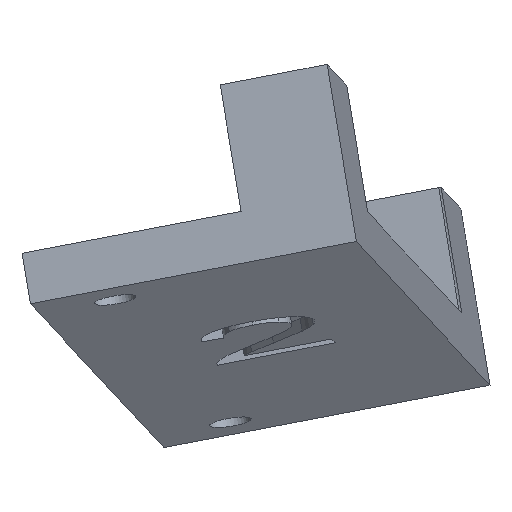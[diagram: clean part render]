
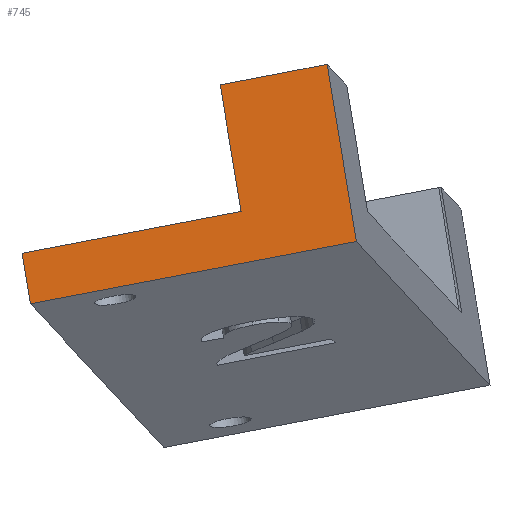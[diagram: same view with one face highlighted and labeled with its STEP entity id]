
A CAD part, top view. The second image highlights one B-rep face of the part: STEP entity #745.
In plain terms, the highlighted planar face has unit normal (-0.159, 0.17, 0.973).
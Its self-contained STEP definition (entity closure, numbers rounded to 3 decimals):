
#43=PLANE('',#785);
#82=FACE_OUTER_BOUND('',#123,.T.);
#123=EDGE_LOOP('',(#648,#649,#650,#651,#652,#653));
#161=LINE('',#1401,#224);
#166=LINE('',#1410,#229);
#173=LINE('',#1425,#236);
#188=LINE('',#1465,#251);
#189=LINE('',#1468,#252);
#190=LINE('',#1469,#253);
#224=VECTOR('',#834,10.);
#229=VECTOR('',#843,10.);
#236=VECTOR('',#854,10.);
#251=VECTOR('',#895,10.);
#252=VECTOR('',#898,10.);
#253=VECTOR('',#899,10.);
#342=VERTEX_POINT('',#1397);
#344=VERTEX_POINT('',#1400);
#346=VERTEX_POINT('',#1409);
#352=VERTEX_POINT('',#1423);
#364=VERTEX_POINT('',#1463);
#365=VERTEX_POINT('',#1467);
#437=EDGE_CURVE('',#342,#344,#161,.T.);
#442=EDGE_CURVE('',#344,#346,#166,.T.);
#450=EDGE_CURVE('',#352,#342,#173,.T.);
#470=EDGE_CURVE('',#352,#364,#188,.T.);
#471=EDGE_CURVE('',#365,#364,#189,.T.);
#472=EDGE_CURVE('',#346,#365,#190,.T.);
#648=ORIENTED_EDGE('',*,*,#450,.F.);
#649=ORIENTED_EDGE('',*,*,#470,.T.);
#650=ORIENTED_EDGE('',*,*,#471,.F.);
#651=ORIENTED_EDGE('',*,*,#472,.F.);
#652=ORIENTED_EDGE('',*,*,#442,.F.);
#653=ORIENTED_EDGE('',*,*,#437,.F.);
#745=ADVANCED_FACE('',(#82),#43,.T.);
#785=AXIS2_PLACEMENT_3D('',#1466,#896,#897);
#834=DIRECTION('',(-0.159,0.968,-0.195));
#843=DIRECTION('',(0.974,0.186,0.127));
#854=DIRECTION('',(0.974,0.186,0.127));
#895=DIRECTION('',(0.159,-0.968,0.195));
#896=DIRECTION('center_axis',(-0.159,0.17,0.973));
#897=DIRECTION('ref_axis',(-0.974,-0.186,-0.127));
#898=DIRECTION('',(-0.974,-0.186,-0.127));
#899=DIRECTION('',(0.159,-0.968,0.195));
#1397=CARTESIAN_POINT('',(27.99,3.181,137.366));
#1400=CARTESIAN_POINT('',(27.192,8.019,136.392));
#1401=CARTESIAN_POINT('',(27.99,3.181,137.366));
#1409=CARTESIAN_POINT('',(31.284,8.801,136.925));
#1410=CARTESIAN_POINT('',(18.814,6.419,135.299));
#1423=CARTESIAN_POINT('',(19.611,1.58,136.274));
#1425=CARTESIAN_POINT('',(19.611,1.58,136.274));
#1463=CARTESIAN_POINT('',(19.93,-0.356,136.664));
#1465=CARTESIAN_POINT('',(19.611,1.58,136.274));
#1466=CARTESIAN_POINT('Origin',(32.082,3.962,137.9));
#1467=CARTESIAN_POINT('',(32.401,2.027,138.29));
#1468=CARTESIAN_POINT('',(19.93,-0.356,136.664));
#1469=CARTESIAN_POINT('',(32.082,3.962,137.9));
